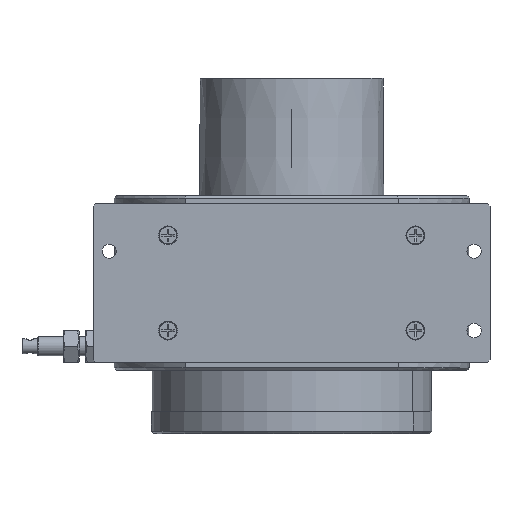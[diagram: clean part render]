
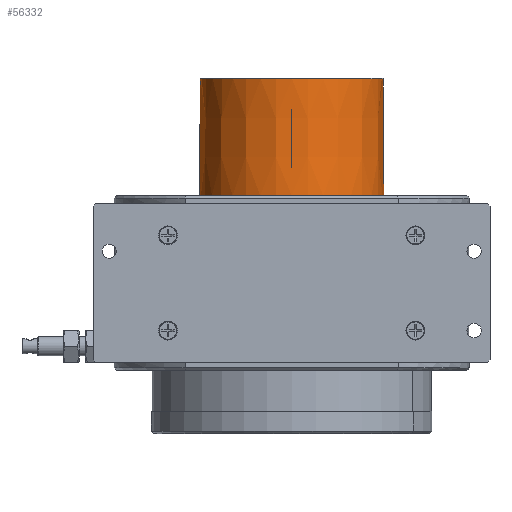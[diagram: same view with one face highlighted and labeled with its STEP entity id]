
A CAD part, front view. The second image highlights one B-rep face of the part: STEP entity #56332.
In plain terms, the highlighted conical face has half-angle 0.35 degrees and reference radius 29.039 mm.
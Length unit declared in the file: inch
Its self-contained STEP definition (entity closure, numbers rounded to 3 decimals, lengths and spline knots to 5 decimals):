
#4106 = CARTESIAN_POINT ( 'NONE',  ( 0., 0., 0.09843 ) ) ;
#8924 = LINE ( 'NONE', #37560, #19697 ) ;
#9284 = VERTEX_POINT ( 'NONE', #70378 ) ;
#9595 = CARTESIAN_POINT ( 'NONE',  ( 0., 0., 1.54729 ) ) ;
#11085 = EDGE_CURVE ( 'NONE', #57239, #12305, #8924, .T. ) ;
#11595 = VERTEX_POINT ( 'NONE', #58493 ) ;
#12305 = VERTEX_POINT ( 'NONE', #61252 ) ;
#13367 = DIRECTION ( 'NONE',  ( 0.006, 0., -1. ) ) ;
#15247 = DIRECTION ( 'NONE',  ( -0.006, 0., -1. ) ) ;
#17615 = EDGE_CURVE ( 'NONE', #12305, #11595, #21657, .T. ) ;
#19697 = VECTOR ( 'NONE', #15247, 39.37008 ) ;
#20614 = CARTESIAN_POINT ( 'NONE',  ( 0., 0., 0.09843 ) ) ;
#21657 = CIRCLE ( 'NONE', #64461, 1.14326 ) ;
#25629 = LINE ( 'NONE', #65420, #46090 ) ;
#26689 = DIRECTION ( 'NONE',  ( 0., 0., -1. ) ) ;
#27897 = DIRECTION ( 'NONE',  ( 0., 0., -1. ) ) ;
#28630 = ORIENTED_EDGE ( 'NONE', *, *, #11085, .T. ) ;
#32009 = ORIENTED_EDGE ( 'NONE', *, *, #69737, .F. ) ;
#32122 = DIRECTION ( 'NONE',  ( -1., 0., 0. ) ) ;
#32335 = CIRCLE ( 'NONE', #56059, 1.13441 ) ;
#34795 = VERTEX_POINT ( 'NONE', #39856 ) ;
#35945 = EDGE_LOOP ( 'NONE', ( #32009, #53755, #69276, #28630, #69443 ) ) ;
#36468 = DIRECTION ( 'NONE',  ( -1., 0., 0. ) ) ;
#37560 = CARTESIAN_POINT ( 'NONE',  ( -1.14326, 0., 0.09843 ) ) ;
#39856 = CARTESIAN_POINT ( 'NONE',  ( -1.1344, -0.00631, 1.54729 ) ) ;
#42225 = DIRECTION ( 'NONE',  ( 0., 0., 1. ) ) ;
#42436 = DIRECTION ( 'NONE',  ( 0., 0., -1. ) ) ;
#42868 = AXIS2_PLACEMENT_3D ( 'NONE', #4106, #27897, #43191 ) ;
#43191 = DIRECTION ( 'NONE',  ( -1., 0., 0. ) ) ;
#46090 = VECTOR ( 'NONE', #13367, 39.37008 ) ;
#46519 = CARTESIAN_POINT ( 'NONE',  ( -1.13441, 0., 1.54729 ) ) ;
#49019 = DIRECTION ( 'NONE',  ( -1., 0., 0. ) ) ;
#51161 = CONICAL_SURFACE ( 'NONE', #42868, 1.14326, 0.006 ) ;
#53755 = ORIENTED_EDGE ( 'NONE', *, *, #57331, .T. ) ;
#55783 = FACE_OUTER_BOUND ( 'NONE', #35945, .T. ) ;
#56059 = AXIS2_PLACEMENT_3D ( 'NONE', #9595, #26689, #49019 ) ;
#56332 = ADVANCED_FACE ( 'NONE', ( #55783 ), #51161, .T. ) ;
#57239 = VERTEX_POINT ( 'NONE', #46519 ) ;
#57331 = EDGE_CURVE ( 'NONE', #9284, #34795, #64185, .T. ) ;
#58493 = CARTESIAN_POINT ( 'NONE',  ( 1.14326, 0., 0.09843 ) ) ;
#60568 = EDGE_CURVE ( 'NONE', #34795, #57239, #32335, .T. ) ;
#61252 = CARTESIAN_POINT ( 'NONE',  ( -1.14326, 0., 0.09843 ) ) ;
#64185 = CIRCLE ( 'NONE', #70079, 1.13441 ) ;
#64461 = AXIS2_PLACEMENT_3D ( 'NONE', #20614, #42225, #32122 ) ;
#65420 = CARTESIAN_POINT ( 'NONE',  ( 1.14326, 0., 0.09843 ) ) ;
#65463 = CARTESIAN_POINT ( 'NONE',  ( 0., 0., 1.54729 ) ) ;
#69276 = ORIENTED_EDGE ( 'NONE', *, *, #60568, .T. ) ;
#69443 = ORIENTED_EDGE ( 'NONE', *, *, #17615, .T. ) ;
#69737 = EDGE_CURVE ( 'NONE', #9284, #11595, #25629, .T. ) ;
#70079 = AXIS2_PLACEMENT_3D ( 'NONE', #65463, #42436, #36468 ) ;
#70378 = CARTESIAN_POINT ( 'NONE',  ( 1.13441, 0., 1.54729 ) ) ;
